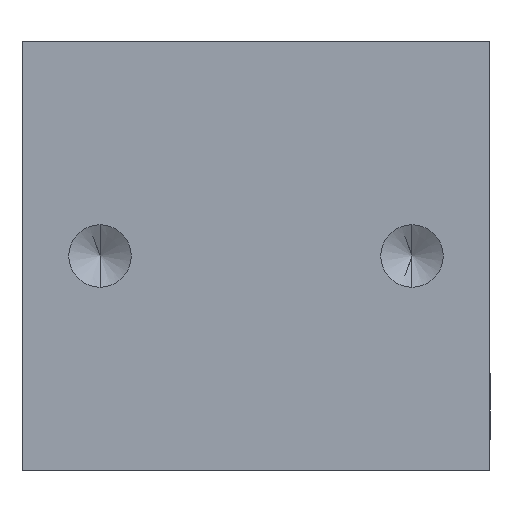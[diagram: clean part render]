
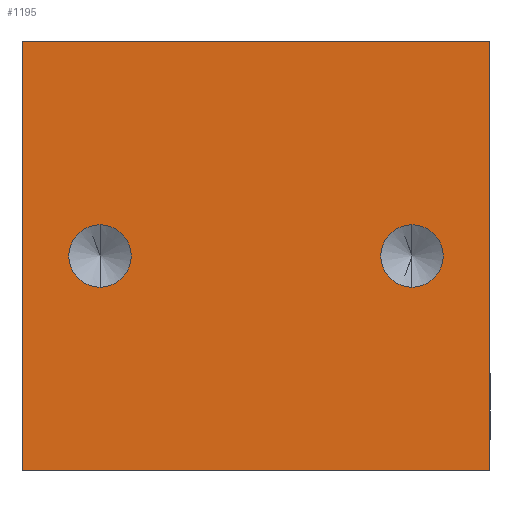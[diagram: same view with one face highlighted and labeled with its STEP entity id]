
A CAD part, front view. The second image highlights one B-rep face of the part: STEP entity #1195.
In plain terms, the highlighted planar face has unit normal (0, -1, 0).
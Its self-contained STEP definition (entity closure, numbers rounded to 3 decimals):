
#67 = CARTESIAN_POINT ( 'NONE',  ( 12., -14.6, 0. ) ) ;
#107 = EDGE_CURVE ( 'NONE', #627, #1706, #565, .T. ) ;
#115 = ORIENTED_EDGE ( 'NONE', *, *, #1949, .F. ) ;
#157 = EDGE_LOOP ( 'NONE', ( #115, #831 ) ) ;
#190 = DIRECTION ( 'NONE',  ( 0., -1., 0. ) ) ;
#194 = FACE_BOUND ( 'NONE', #157, .T. ) ;
#217 = LINE ( 'NONE', #1640, #1761 ) ;
#242 = CIRCLE ( 'NONE', #1383, 0.8 ) ;
#245 = VERTEX_POINT ( 'NONE', #293 ) ;
#259 = CIRCLE ( 'NONE', #417, 0.8 ) ;
#293 = CARTESIAN_POINT ( 'NONE',  ( 10., -14.6, 4.7 ) ) ;
#332 = ORIENTED_EDGE ( 'NONE', *, *, #1298, .F. ) ;
#389 = DIRECTION ( 'NONE',  ( 0., 0., -1. ) ) ;
#396 = EDGE_CURVE ( 'NONE', #2115, #627, #217, .T. ) ;
#417 = AXIS2_PLACEMENT_3D ( 'NONE', #1439, #190, #1621 ) ;
#440 = DIRECTION ( 'NONE',  ( 1., 0., 0. ) ) ;
#524 = CIRCLE ( 'NONE', #827, 0.8 ) ;
#533 = EDGE_CURVE ( 'NONE', #584, #2115, #1519, .T. ) ;
#565 = LINE ( 'NONE', #1466, #1187 ) ;
#584 = VERTEX_POINT ( 'NONE', #1290 ) ;
#619 = EDGE_LOOP ( 'NONE', ( #755, #1225, #657, #792 ) ) ;
#627 = VERTEX_POINT ( 'NONE', #2331 ) ;
#652 = DIRECTION ( 'NONE',  ( 0., -1., 0. ) ) ;
#657 = ORIENTED_EDGE ( 'NONE', *, *, #533, .T. ) ;
#676 = CARTESIAN_POINT ( 'NONE',  ( 10., -14.6, 6.3 ) ) ;
#755 = ORIENTED_EDGE ( 'NONE', *, *, #107, .T. ) ;
#792 = ORIENTED_EDGE ( 'NONE', *, *, #396, .T. ) ;
#806 = EDGE_CURVE ( 'NONE', #1360, #1727, #524, .T. ) ;
#817 = DIRECTION ( 'NONE',  ( 0., 0., 1. ) ) ;
#823 = VECTOR ( 'NONE', #817, 1000. ) ;
#827 = AXIS2_PLACEMENT_3D ( 'NONE', #1010, #652, #1366 ) ;
#831 = ORIENTED_EDGE ( 'NONE', *, *, #1770, .F. ) ;
#860 = CARTESIAN_POINT ( 'NONE',  ( 0., -14.6, 0. ) ) ;
#863 = CARTESIAN_POINT ( 'NONE',  ( 2., -14.6, 6.3 ) ) ;
#943 = DIRECTION ( 'NONE',  ( -1., 0., 0. ) ) ;
#954 = DIRECTION ( 'NONE',  ( 0., -1., 0. ) ) ;
#1002 = VECTOR ( 'NONE', #440, 1000. ) ;
#1010 = CARTESIAN_POINT ( 'NONE',  ( 2., -14.6, 5.5 ) ) ;
#1074 = CARTESIAN_POINT ( 'NONE',  ( 0., -14.6, 0. ) ) ;
#1112 = FACE_BOUND ( 'NONE', #2287, .T. ) ;
#1141 = CARTESIAN_POINT ( 'NONE',  ( 2., -14.6, 5.5 ) ) ;
#1187 = VECTOR ( 'NONE', #389, 1000. ) ;
#1195 = ADVANCED_FACE ( 'NONE', ( #1112, #194, #1980 ), #1826, .T. ) ;
#1225 = ORIENTED_EDGE ( 'NONE', *, *, #1786, .T. ) ;
#1258 = DIRECTION ( 'NONE',  ( 1., 0., 0. ) ) ;
#1264 = ORIENTED_EDGE ( 'NONE', *, *, #806, .F. ) ;
#1290 = CARTESIAN_POINT ( 'NONE',  ( 12., -14.6, 0. ) ) ;
#1298 = EDGE_CURVE ( 'NONE', #1727, #1360, #1683, .T. ) ;
#1340 = LINE ( 'NONE', #2052, #1002 ) ;
#1360 = VERTEX_POINT ( 'NONE', #863 ) ;
#1366 = DIRECTION ( 'NONE',  ( 0., 0., -1. ) ) ;
#1383 = AXIS2_PLACEMENT_3D ( 'NONE', #1859, #1871, #2040 ) ;
#1432 = DIRECTION ( 'NONE',  ( 0., -1., 0. ) ) ;
#1439 = CARTESIAN_POINT ( 'NONE',  ( 10., -14.6, 5.5 ) ) ;
#1466 = CARTESIAN_POINT ( 'NONE',  ( 0., -14.6, 11. ) ) ;
#1519 = LINE ( 'NONE', #67, #823 ) ;
#1621 = DIRECTION ( 'NONE',  ( 0., 0., -1. ) ) ;
#1640 = CARTESIAN_POINT ( 'NONE',  ( 12., -14.6, 11. ) ) ;
#1683 = CIRCLE ( 'NONE', #1796, 0.8 ) ;
#1706 = VERTEX_POINT ( 'NONE', #860 ) ;
#1715 = CARTESIAN_POINT ( 'NONE',  ( 12., -14.6, 11. ) ) ;
#1727 = VERTEX_POINT ( 'NONE', #2028 ) ;
#1761 = VECTOR ( 'NONE', #943, 1000. ) ;
#1769 = VERTEX_POINT ( 'NONE', #676 ) ;
#1770 = EDGE_CURVE ( 'NONE', #1769, #245, #242, .T. ) ;
#1786 = EDGE_CURVE ( 'NONE', #1706, #584, #1340, .T. ) ;
#1796 = AXIS2_PLACEMENT_3D ( 'NONE', #1141, #954, #1881 ) ;
#1826 = PLANE ( 'NONE',  #2092 ) ;
#1859 = CARTESIAN_POINT ( 'NONE',  ( 10., -14.6, 5.5 ) ) ;
#1871 = DIRECTION ( 'NONE',  ( 0., -1., 0. ) ) ;
#1881 = DIRECTION ( 'NONE',  ( 0., 0., -1. ) ) ;
#1949 = EDGE_CURVE ( 'NONE', #245, #1769, #259, .T. ) ;
#1980 = FACE_OUTER_BOUND ( 'NONE', #619, .T. ) ;
#2028 = CARTESIAN_POINT ( 'NONE',  ( 2., -14.6, 4.7 ) ) ;
#2040 = DIRECTION ( 'NONE',  ( 0., 0., -1. ) ) ;
#2052 = CARTESIAN_POINT ( 'NONE',  ( 0., -14.6, 0. ) ) ;
#2092 = AXIS2_PLACEMENT_3D ( 'NONE', #1074, #1432, #1258 ) ;
#2115 = VERTEX_POINT ( 'NONE', #1715 ) ;
#2287 = EDGE_LOOP ( 'NONE', ( #332, #1264 ) ) ;
#2331 = CARTESIAN_POINT ( 'NONE',  ( 0., -14.6, 11. ) ) ;
